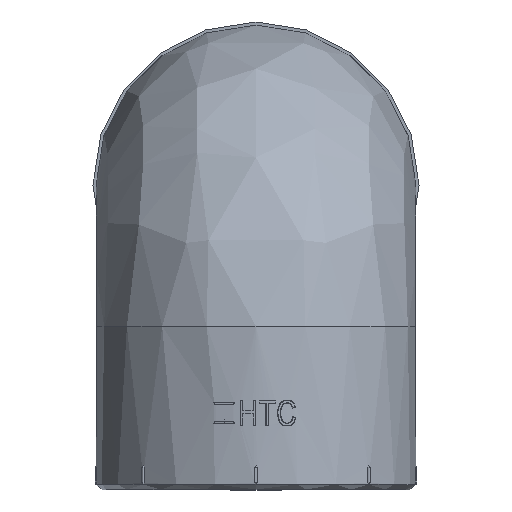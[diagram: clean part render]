
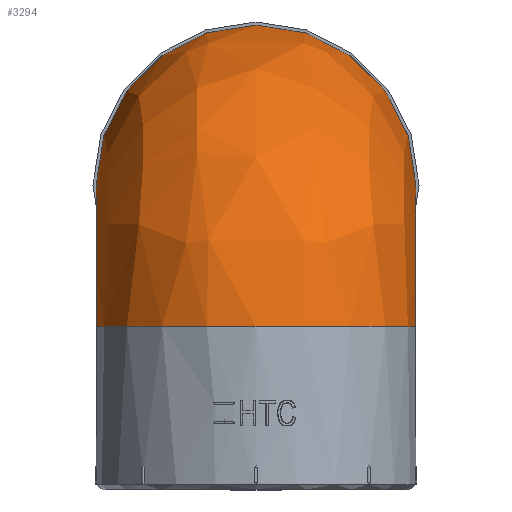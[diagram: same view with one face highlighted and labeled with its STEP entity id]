
A CAD part, top view. The second image highlights one B-rep face of the part: STEP entity #3294.
In plain terms, the highlighted free-form (B-spline) face has degree [4, 3] with [8, 9] control points.
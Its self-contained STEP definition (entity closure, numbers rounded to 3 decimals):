
#91=(
BOUNDED_SURFACE()
B_SPLINE_SURFACE(4,3,((#46511,#46512,#46513,#46514,#46515,#46516,#46517,
#46518,#46519),(#46520,#46521,#46522,#46523,#46524,#46525,#46526,#46527,
#46528),(#46529,#46530,#46531,#46532,#46533,#46534,#46535,#46536,#46537),
(#46538,#46539,#46540,#46541,#46542,#46543,#46544,#46545,#46546),(#46547,
#46548,#46549,#46550,#46551,#46552,#46553,#46554,#46555),(#46556,#46557,
#46558,#46559,#46560,#46561,#46562,#46563,#46564),(#46565,#46566,#46567,
#46568,#46569,#46570,#46571,#46572,#46573),(#46574,#46575,#46576,#46577,
#46578,#46579,#46580,#46581,#46582)),.UNSPECIFIED.,.F.,.F.,.F.)
B_SPLINE_SURFACE_WITH_KNOTS((5,3,5),(4,1,1,1,1,1,4),(0.,0.5,1.),(0.,0.223,
0.347,0.5,0.622,0.777,
1.),.UNSPECIFIED.)
GEOMETRIC_REPRESENTATION_ITEM()
RATIONAL_B_SPLINE_SURFACE(((1.017,1.017,1.017,
1.017,1.017,1.017,1.017,1.017,
1.017),(1.017,1.017,1.017,1.017,
1.017,1.017,1.017,1.017,1.017),
(0.958,0.958,0.958,0.958,
0.958,0.958,0.958,0.958,
0.958),(1.017,1.017,1.017,1.017,
1.017,1.017,1.017,1.017,1.017),
(1.017,1.017,1.017,1.017,1.017,
1.017,1.017,1.017,1.017),(0.958,
0.958,0.958,0.958,0.958,
0.958,0.958,0.958,0.958),
(1.017,1.017,1.017,1.017,1.017,
1.017,1.017,1.017,1.017),(1.017,
1.017,1.017,1.017,1.017,1.017,
1.017,1.017,1.017)))
REPRESENTATION_ITEM('')
SURFACE()
);
#1507=(
BOUNDED_CURVE()
B_SPLINE_CURVE(3,(#45619,#45620,#45621,#45622,#45623,#45624,#45625,#45626,
#45627),.UNSPECIFIED.,.F.,.F.)
B_SPLINE_CURVE_WITH_KNOTS((4,1,1,1,1,1,4),(0.,0.223,0.378,
0.5,0.653,0.777,1.),.UNSPECIFIED.)
CURVE()
GEOMETRIC_REPRESENTATION_ITEM()
RATIONAL_B_SPLINE_CURVE((1.017,1.017,1.017,
1.017,1.017,1.017,1.017,1.017,
1.017))
REPRESENTATION_ITEM('')
);
#1508=(
BOUNDED_CURVE()
B_SPLINE_CURVE(3,(#45629,#45630,#45631,#45632,#45633,#45634,#45635,#45636,
#45637),.UNSPECIFIED.,.F.,.F.)
B_SPLINE_CURVE_WITH_KNOTS((4,1,1,1,1,1,4),(0.,0.223,0.347,
0.5,0.622,0.777,1.),.UNSPECIFIED.)
CURVE()
GEOMETRIC_REPRESENTATION_ITEM()
RATIONAL_B_SPLINE_CURVE((1.017,1.017,1.017,
1.017,1.017,1.017,1.017,1.017,
1.017))
REPRESENTATION_ITEM('')
);
#1662=FACE_OUTER_BOUND('',#5186,.T.);
#3294=ADVANCED_FACE('',(#1662),#91,.T.);
#5186=EDGE_LOOP('',(#14353,#14354,#14355,#14356));
#14353=ORIENTED_EDGE('',*,*,#26880,.T.);
#14354=ORIENTED_EDGE('',*,*,#27074,.T.);
#14355=ORIENTED_EDGE('',*,*,#27081,.T.);
#14356=ORIENTED_EDGE('',*,*,#27075,.T.);
#23685=VERTEX_POINT('',#45080);
#23686=VERTEX_POINT('',#45081);
#23864=VERTEX_POINT('',#45628);
#23865=VERTEX_POINT('',#45638);
#26880=EDGE_CURVE('',#23686,#23685,#30605,.T.);
#27074=EDGE_CURVE('',#23685,#23864,#1507,.T.);
#27075=EDGE_CURVE('',#23865,#23686,#1508,.T.);
#27081=EDGE_CURVE('',#23864,#23865,#30666,.T.);
#30605=CIRCLE('',#31787,25.5);
#30666=CIRCLE('',#31962,25.5);
#31787=AXIS2_PLACEMENT_3D('',#45082,#36119,#36120);
#31962=AXIS2_PLACEMENT_3D('',#46504,#36495,#36496);
#36119=DIRECTION('',(0.,1.,0.));
#36120=DIRECTION('',(1.,0.,0.));
#36495=DIRECTION('',(0.,0.,1.));
#36496=DIRECTION('',(1.,0.,0.));
#45080=CARTESIAN_POINT('',(25.5,-108.687,-348.65));
#45081=CARTESIAN_POINT('',(-25.5,-108.687,-348.65));
#45082=CARTESIAN_POINT('',(0.,-108.687,-348.65));
#45619=CARTESIAN_POINT('',(25.5,-108.687,-348.65));
#45620=CARTESIAN_POINT('',(25.5,-106.01,-348.649));
#45621=CARTESIAN_POINT('',(25.5,-101.539,-349.441));
#45622=CARTESIAN_POINT('',(25.5,-96.215,-352.167));
#45623=CARTESIAN_POINT('',(25.5,-92.257,-355.433));
#45624=CARTESIAN_POINT('',(25.5,-89.308,-359.186));
#45625=CARTESIAN_POINT('',(25.5,-86.721,-364.556));
#45626=CARTESIAN_POINT('',(25.5,-85.99,-368.675));
#45627=CARTESIAN_POINT('',(25.5,-85.992,-371.345));
#45628=CARTESIAN_POINT('',(25.5,-85.992,-371.345));
#45629=CARTESIAN_POINT('',(-25.5,-85.992,-371.345));
#45630=CARTESIAN_POINT('',(-25.5,-85.99,-368.675));
#45631=CARTESIAN_POINT('',(-25.5,-86.721,-364.556));
#45632=CARTESIAN_POINT('',(-25.5,-89.308,-359.186));
#45633=CARTESIAN_POINT('',(-25.5,-92.257,-355.433));
#45634=CARTESIAN_POINT('',(-25.5,-96.215,-352.167));
#45635=CARTESIAN_POINT('',(-25.5,-101.539,-349.441));
#45636=CARTESIAN_POINT('',(-25.5,-106.01,-348.649));
#45637=CARTESIAN_POINT('',(-25.5,-108.687,-348.65));
#45638=CARTESIAN_POINT('',(-25.5,-85.992,-371.345));
#46504=CARTESIAN_POINT('',(0.,-85.992,-371.345));
#46511=CARTESIAN_POINT('',(25.5,-85.992,-371.345));
#46512=CARTESIAN_POINT('',(25.5,-85.99,-368.675));
#46513=CARTESIAN_POINT('',(25.5,-86.721,-364.556));
#46514=CARTESIAN_POINT('',(25.5,-89.308,-359.186));
#46515=CARTESIAN_POINT('',(25.5,-92.257,-355.433));
#46516=CARTESIAN_POINT('',(25.5,-96.215,-352.167));
#46517=CARTESIAN_POINT('',(25.5,-101.539,-349.441));
#46518=CARTESIAN_POINT('',(25.5,-106.01,-348.649));
#46519=CARTESIAN_POINT('',(25.5,-108.687,-348.65));
#46520=CARTESIAN_POINT('',(25.5,-76.977,-371.345));
#46521=CARTESIAN_POINT('',(25.5,-76.972,-367.635));
#46522=CARTESIAN_POINT('',(25.5,-77.995,-361.859));
#46523=CARTESIAN_POINT('',(25.5,-81.618,-354.347));
#46524=CARTESIAN_POINT('',(25.5,-85.731,-349.112));
#46525=CARTESIAN_POINT('',(25.5,-91.251,-344.556));
#46526=CARTESIAN_POINT('',(25.5,-98.697,-340.741));
#46527=CARTESIAN_POINT('',(25.5,-104.968,-339.632));
#46528=CARTESIAN_POINT('',(25.5,-108.687,-339.634));
#46529=CARTESIAN_POINT('',(20.992,-65.,-371.345));
#46530=CARTESIAN_POINT('',(20.992,-64.993,-366.254));
#46531=CARTESIAN_POINT('',(20.992,-66.404,-358.276));
#46532=CARTESIAN_POINT('',(20.992,-71.401,-347.918));
#46533=CARTESIAN_POINT('',(20.992,-77.062,-340.715));
#46534=CARTESIAN_POINT('',(20.992,-84.657,-334.445));
#46535=CARTESIAN_POINT('',(20.992,-94.922,-329.183));
#46536=CARTESIAN_POINT('',(20.992,-103.584,-327.653));
#46537=CARTESIAN_POINT('',(20.992,-108.687,-327.658));
#46538=CARTESIAN_POINT('',(9.016,-60.492,-371.345));
#46539=CARTESIAN_POINT('',(9.016,-60.484,-365.735));
#46540=CARTESIAN_POINT('',(9.016,-62.041,-356.927));
#46541=CARTESIAN_POINT('',(9.016,-67.556,-345.499));
#46542=CARTESIAN_POINT('',(9.016,-73.799,-337.554));
#46543=CARTESIAN_POINT('',(9.016,-82.175,-330.64));
#46544=CARTESIAN_POINT('',(9.016,-93.501,-324.833));
#46545=CARTESIAN_POINT('',(9.016,-103.062,-323.144));
#46546=CARTESIAN_POINT('',(9.016,-108.687,-323.15));
#46547=CARTESIAN_POINT('',(-9.016,-60.492,-371.345));
#46548=CARTESIAN_POINT('',(-9.016,-60.484,-365.735));
#46549=CARTESIAN_POINT('',(-9.016,-62.041,-356.927));
#46550=CARTESIAN_POINT('',(-9.016,-67.556,-345.499));
#46551=CARTESIAN_POINT('',(-9.016,-73.799,-337.554));
#46552=CARTESIAN_POINT('',(-9.016,-82.175,-330.64));
#46553=CARTESIAN_POINT('',(-9.016,-93.501,-324.833));
#46554=CARTESIAN_POINT('',(-9.016,-103.062,-323.144));
#46555=CARTESIAN_POINT('',(-9.016,-108.687,-323.15));
#46556=CARTESIAN_POINT('',(-20.992,-65.,-371.345));
#46557=CARTESIAN_POINT('',(-20.992,-64.993,-366.254));
#46558=CARTESIAN_POINT('',(-20.992,-66.404,-358.276));
#46559=CARTESIAN_POINT('',(-20.992,-71.401,-347.918));
#46560=CARTESIAN_POINT('',(-20.992,-77.062,-340.715));
#46561=CARTESIAN_POINT('',(-20.992,-84.657,-334.445));
#46562=CARTESIAN_POINT('',(-20.992,-94.922,-329.183));
#46563=CARTESIAN_POINT('',(-20.992,-103.584,-327.653));
#46564=CARTESIAN_POINT('',(-20.992,-108.687,-327.658));
#46565=CARTESIAN_POINT('',(-25.5,-76.977,-371.345));
#46566=CARTESIAN_POINT('',(-25.5,-76.972,-367.635));
#46567=CARTESIAN_POINT('',(-25.5,-77.995,-361.859));
#46568=CARTESIAN_POINT('',(-25.5,-81.618,-354.347));
#46569=CARTESIAN_POINT('',(-25.5,-85.731,-349.112));
#46570=CARTESIAN_POINT('',(-25.5,-91.251,-344.556));
#46571=CARTESIAN_POINT('',(-25.5,-98.697,-340.741));
#46572=CARTESIAN_POINT('',(-25.5,-104.968,-339.632));
#46573=CARTESIAN_POINT('',(-25.5,-108.687,-339.634));
#46574=CARTESIAN_POINT('',(-25.5,-85.992,-371.345));
#46575=CARTESIAN_POINT('',(-25.5,-85.99,-368.675));
#46576=CARTESIAN_POINT('',(-25.5,-86.721,-364.556));
#46577=CARTESIAN_POINT('',(-25.5,-89.308,-359.186));
#46578=CARTESIAN_POINT('',(-25.5,-92.257,-355.433));
#46579=CARTESIAN_POINT('',(-25.5,-96.215,-352.167));
#46580=CARTESIAN_POINT('',(-25.5,-101.539,-349.441));
#46581=CARTESIAN_POINT('',(-25.5,-106.01,-348.649));
#46582=CARTESIAN_POINT('',(-25.5,-108.687,-348.65));
